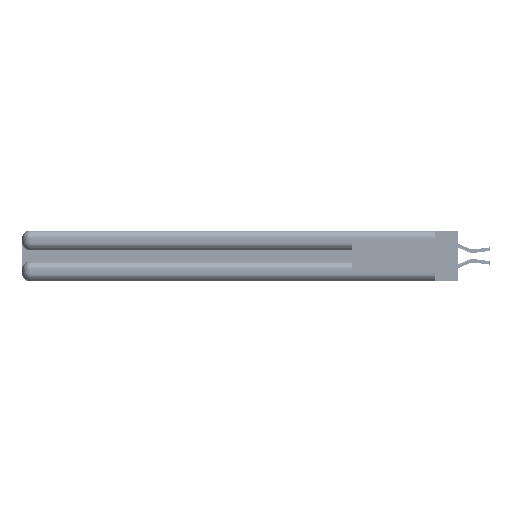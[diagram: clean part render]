
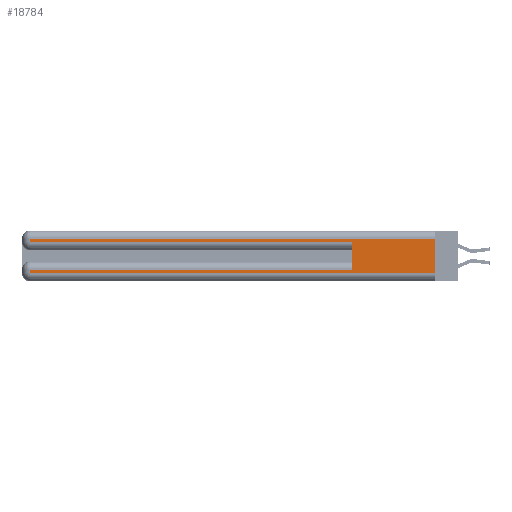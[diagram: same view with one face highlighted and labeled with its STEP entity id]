
A CAD part, left-side view. The second image highlights one B-rep face of the part: STEP entity #18784.
In plain terms, the highlighted planar face has unit normal (-1, 0, 0).
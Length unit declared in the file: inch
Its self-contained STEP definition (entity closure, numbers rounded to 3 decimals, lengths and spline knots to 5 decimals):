
#508 = DIRECTION ( 'NONE',  ( 0., 0., -1. ) ) ;
#940 = LINE ( 'NONE', #7599, #30410 ) ;
#1858 = ORIENTED_EDGE ( 'NONE', *, *, #40131, .F. ) ;
#2343 = PLANE ( 'NONE',  #33362 ) ;
#3957 = EDGE_CURVE ( 'NONE', #36356, #18880, #13247, .T. ) ;
#4797 = CARTESIAN_POINT ( 'NONE',  ( 0., 0., 0.285 ) ) ;
#6680 = ORIENTED_EDGE ( 'NONE', *, *, #20491, .F. ) ;
#7599 = CARTESIAN_POINT ( 'NONE',  ( 0., 0., 0.06 ) ) ;
#8187 = CARTESIAN_POINT ( 'NONE',  ( 0., 0., 0.31 ) ) ;
#8854 = DIRECTION ( 'NONE',  ( 0., -1., 0. ) ) ;
#8921 = CARTESIAN_POINT ( 'NONE',  ( 0., 0., 0.37 ) ) ;
#9156 = CARTESIAN_POINT ( 'NONE',  ( 0., 0., 0.085 ) ) ;
#9447 = FACE_OUTER_BOUND ( 'NONE', #43904, .T. ) ;
#9805 = CARTESIAN_POINT ( 'NONE',  ( 0., 2.94, 0.06 ) ) ;
#10101 = DIRECTION ( 'NONE',  ( 0., 0., -1. ) ) ;
#12229 = CARTESIAN_POINT ( 'NONE',  ( 0., 2.94, 0.31 ) ) ;
#12610 = DIRECTION ( 'NONE',  ( 0., 0., -1. ) ) ;
#13247 = LINE ( 'NONE', #42079, #34848 ) ;
#15369 = CARTESIAN_POINT ( 'NONE',  ( 0., 0.6, 0.145 ) ) ;
#16145 = ORIENTED_EDGE ( 'NONE', *, *, #42152, .T. ) ;
#18173 = LINE ( 'NONE', #43600, #39171 ) ;
#18784 = ADVANCED_FACE ( 'NONE', ( #9447 ), #2343, .F. ) ;
#18880 = VERTEX_POINT ( 'NONE', #36189 ) ;
#18884 = VERTEX_POINT ( 'NONE', #23754 ) ;
#19166 = CARTESIAN_POINT ( 'NONE',  ( 0., 0., 0.37 ) ) ;
#19370 = CARTESIAN_POINT ( 'NONE',  ( 0., 0., 0.31 ) ) ;
#20090 = ORIENTED_EDGE ( 'NONE', *, *, #3957, .T. ) ;
#20491 = EDGE_CURVE ( 'NONE', #34002, #33540, #34185, .T. ) ;
#23089 = VECTOR ( 'NONE', #508, 39.37008 ) ;
#23192 = LINE ( 'NONE', #4797, #39593 ) ;
#23754 = CARTESIAN_POINT ( 'NONE',  ( 0., 0.6, 0.085 ) ) ;
#24043 = VERTEX_POINT ( 'NONE', #9805 ) ;
#24131 = LINE ( 'NONE', #15369, #29992 ) ;
#25293 = CARTESIAN_POINT ( 'NONE',  ( 0., 2.94, 0.085 ) ) ;
#27481 = DIRECTION ( 'NONE',  ( 0., 0., 1. ) ) ;
#28239 = EDGE_CURVE ( 'NONE', #53607, #24043, #18173, .T. ) ;
#29992 = VECTOR ( 'NONE', #27481, 39.37008 ) ;
#30410 = VECTOR ( 'NONE', #8854, 39.37008 ) ;
#30954 = ORIENTED_EDGE ( 'NONE', *, *, #49444, .T. ) ;
#31105 = ORIENTED_EDGE ( 'NONE', *, *, #41602, .T. ) ;
#31465 = DIRECTION ( 'NONE',  ( 1., 0., 0. ) ) ;
#31647 = DIRECTION ( 'NONE',  ( 0., 0., -1. ) ) ;
#32930 = VECTOR ( 'NONE', #38475, 39.37008 ) ;
#32992 = ORIENTED_EDGE ( 'NONE', *, *, #42943, .T. ) ;
#33071 = LINE ( 'NONE', #8187, #35017 ) ;
#33362 = AXIS2_PLACEMENT_3D ( 'NONE', #19166, #31465, #31647 ) ;
#33540 = VERTEX_POINT ( 'NONE', #33835 ) ;
#33835 = CARTESIAN_POINT ( 'NONE',  ( 0., 0., 0.06 ) ) ;
#34002 = VERTEX_POINT ( 'NONE', #19370 ) ;
#34185 = LINE ( 'NONE', #8921, #23089 ) ;
#34848 = VECTOR ( 'NONE', #12610, 39.37008 ) ;
#35017 = VECTOR ( 'NONE', #37845, 39.37008 ) ;
#36189 = CARTESIAN_POINT ( 'NONE',  ( 0., 2.94, 0.285 ) ) ;
#36356 = VERTEX_POINT ( 'NONE', #12229 ) ;
#37845 = DIRECTION ( 'NONE',  ( 0., 1., 0. ) ) ;
#38475 = DIRECTION ( 'NONE',  ( 0., 1., 0. ) ) ;
#39171 = VECTOR ( 'NONE', #10101, 39.37008 ) ;
#39593 = VECTOR ( 'NONE', #50386, 39.37008 ) ;
#40131 = EDGE_CURVE ( 'NONE', #18884, #43327, #24131, .T. ) ;
#40306 = CARTESIAN_POINT ( 'NONE',  ( 0., 0.6, 0.285 ) ) ;
#41602 = EDGE_CURVE ( 'NONE', #34002, #36356, #33071, .T. ) ;
#42079 = CARTESIAN_POINT ( 'NONE',  ( 0., 2.94, 0.37 ) ) ;
#42152 = EDGE_CURVE ( 'NONE', #24043, #33540, #940, .T. ) ;
#42943 = EDGE_CURVE ( 'NONE', #18884, #53607, #46663, .T. ) ;
#43327 = VERTEX_POINT ( 'NONE', #40306 ) ;
#43600 = CARTESIAN_POINT ( 'NONE',  ( 0., 2.94, 0.37 ) ) ;
#43904 = EDGE_LOOP ( 'NONE', ( #6680, #31105, #20090, #30954, #1858, #32992, #46681, #16145 ) ) ;
#46663 = LINE ( 'NONE', #9156, #32930 ) ;
#46681 = ORIENTED_EDGE ( 'NONE', *, *, #28239, .T. ) ;
#49444 = EDGE_CURVE ( 'NONE', #18880, #43327, #23192, .T. ) ;
#50386 = DIRECTION ( 'NONE',  ( 0., -1., 0. ) ) ;
#53607 = VERTEX_POINT ( 'NONE', #25293 ) ;
